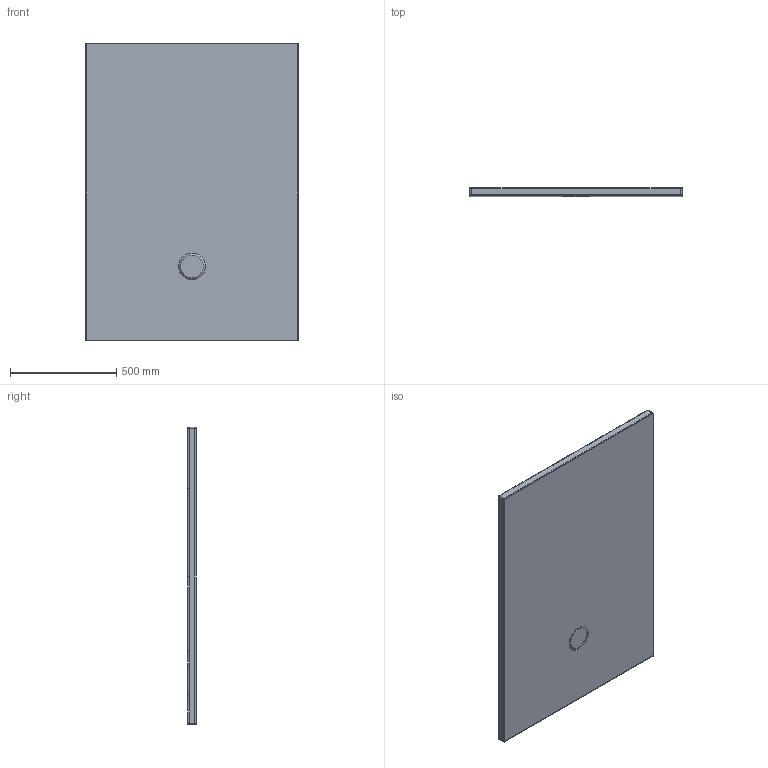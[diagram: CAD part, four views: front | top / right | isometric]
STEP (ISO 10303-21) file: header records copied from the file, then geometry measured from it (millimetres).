
FILE_DESCRIPTION((''),'2;1');
FILE_NAME('PLANEO140X100_22042019_ASM','2019-04-23T16:30:41',('grootj'),('Villeroy & Boch Wellness bv'),'CREO PARAMETRIC BY PTC INC, 2018020','CREO PARAMETRIC BY PTC INC, 2018020','');
FILE_SCHEMA(('CONFIG_CONTROL_DESIGN'));
Length unit declared in the file: millimetre
Products named in the file (4): COLMAR140X100_1-3DEGREE26072018; COVER-CLOSED07102016; PUR_PLANEO140X100_23042019; PLANEO140X100_22042019_ASM
Assembly tree (3 placements, depth 2):
  PLANEO140X100_22042019_ASM
    COLMAR140X100_1-3DEGREE26072018
    COVER-CLOSED07102016
    PUR_PLANEO140X100_23042019
Bounding box: 1000 x 40.02 x 1400 mm (x, y, z)
Volume: 16303428.4 mm3; surface area: 5975271 mm2
Topology: 3 solids, 3 shells, 304 faces, 698 edges, 404 vertices
Faces by surface type: bspline 220, cylinder 38, plane 30, torus 12, cone 4
Entity records: 20068 total; most frequent: CARTESIAN_POINT 14549, ORIENTED_EDGE 1396, EDGE_CURVE 698, DIRECTION 696, VERTEX_POINT 404, B_SPLINE_CURVE_WITH_KNOTS 370, EDGE_LOOP 310, FACE_OUTER_BOUND 304
